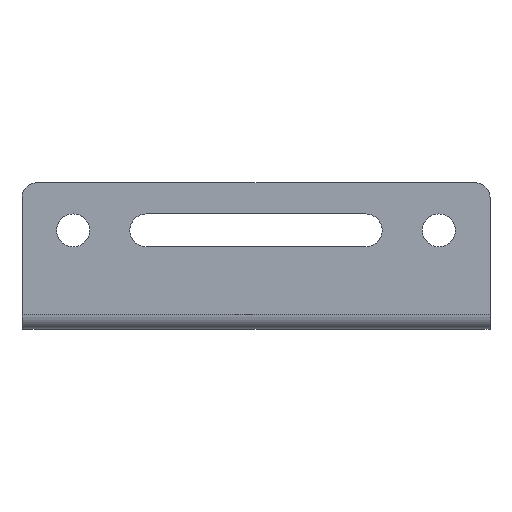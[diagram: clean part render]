
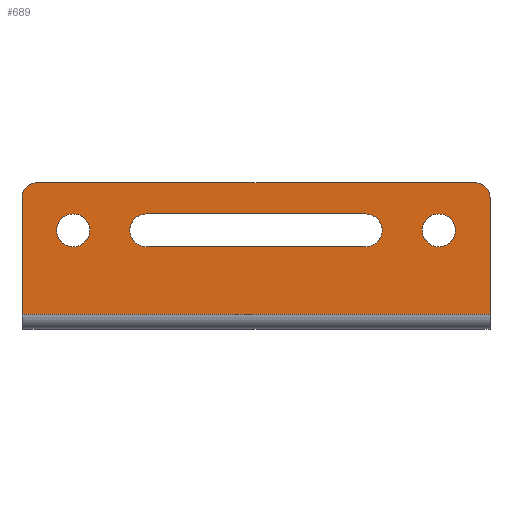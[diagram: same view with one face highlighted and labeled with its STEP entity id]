
A CAD part, front view. The second image highlights one B-rep face of the part: STEP entity #689.
In plain terms, the highlighted planar face has unit normal (0, -1, 0).
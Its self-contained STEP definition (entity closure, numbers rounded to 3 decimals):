
#157=DIRECTION('',(1.,0.,0.));
#158=VECTOR('',#157,64.);
#159=CARTESIAN_POINT('',(0.,0.,2.));
#160=LINE('',#159,#158);
#175=CARTESIAN_POINT('',(7.,0.,13.5));
#176=DIRECTION('',(0.,1.,0.));
#177=DIRECTION('',(-1.,0.,0.));
#178=AXIS2_PLACEMENT_3D('',#175,#176,#177);
#180=CARTESIAN_POINT('',(7.,0.,13.5));
#181=DIRECTION('',(0.,1.,0.));
#182=DIRECTION('',(1.,0.,0.));
#183=AXIS2_PLACEMENT_3D('',#180,#181,#182);
#185=CARTESIAN_POINT('',(57.,0.,13.5));
#186=DIRECTION('',(0.,1.,0.));
#187=DIRECTION('',(-1.,0.,0.));
#188=AXIS2_PLACEMENT_3D('',#185,#186,#187);
#190=CARTESIAN_POINT('',(57.,0.,13.5));
#191=DIRECTION('',(0.,1.,0.));
#192=DIRECTION('',(1.,0.,0.));
#193=AXIS2_PLACEMENT_3D('',#190,#191,#192);
#195=DIRECTION('',(1.,0.,0.));
#196=VECTOR('',#195,30.);
#197=CARTESIAN_POINT('',(17.,0.,11.25));
#198=LINE('',#197,#196);
#199=CARTESIAN_POINT('',(47.,0.,13.5));
#200=DIRECTION('',(0.,1.,0.));
#201=DIRECTION('',(0.,0.,1.));
#202=AXIS2_PLACEMENT_3D('',#199,#200,#201);
#204=DIRECTION('',(-1.,0.,0.));
#205=VECTOR('',#204,30.);
#206=CARTESIAN_POINT('',(47.,0.,15.75));
#207=LINE('',#206,#205);
#208=CARTESIAN_POINT('',(17.,0.,13.5));
#209=DIRECTION('',(0.,1.,0.));
#210=DIRECTION('',(0.,0.,-1.));
#211=AXIS2_PLACEMENT_3D('',#208,#209,#210);
#213=CARTESIAN_POINT('',(62.,0.,18.));
#214=DIRECTION('',(0.,-1.,0.));
#215=DIRECTION('',(1.,0.,0.));
#216=AXIS2_PLACEMENT_3D('',#213,#214,#215);
#218=DIRECTION('',(0.,0.,1.));
#219=VECTOR('',#218,16.);
#220=CARTESIAN_POINT('',(64.,0.,2.));
#221=LINE('',#220,#219);
#222=DIRECTION('',(0.,0.,-1.));
#223=VECTOR('',#222,16.);
#224=CARTESIAN_POINT('',(0.,0.,18.));
#225=LINE('',#224,#223);
#226=CARTESIAN_POINT('',(2.,0.,18.));
#227=DIRECTION('',(0.,-1.,0.));
#228=DIRECTION('',(0.,0.,1.));
#229=AXIS2_PLACEMENT_3D('',#226,#227,#228);
#231=DIRECTION('',(-1.,0.,0.));
#232=VECTOR('',#231,60.);
#233=CARTESIAN_POINT('',(62.,0.,20.));
#234=LINE('',#233,#232);
#381=CARTESIAN_POINT('',(0.,0.,2.));
#382=CARTESIAN_POINT('',(64.,0.,2.));
#383=VERTEX_POINT('',#381);
#384=VERTEX_POINT('',#382);
#413=CARTESIAN_POINT('',(4.75,0.,13.5));
#414=CARTESIAN_POINT('',(9.25,0.,13.5));
#415=VERTEX_POINT('',#413);
#416=VERTEX_POINT('',#414);
#417=CARTESIAN_POINT('',(54.75,0.,13.5));
#418=CARTESIAN_POINT('',(59.25,0.,13.5));
#419=VERTEX_POINT('',#417);
#420=VERTEX_POINT('',#418);
#429=CARTESIAN_POINT('',(17.,0.,11.25));
#430=CARTESIAN_POINT('',(47.,0.,11.25));
#431=VERTEX_POINT('',#429);
#432=VERTEX_POINT('',#430);
#433=CARTESIAN_POINT('',(47.,0.,15.75));
#434=VERTEX_POINT('',#433);
#435=CARTESIAN_POINT('',(17.,0.,15.75));
#436=VERTEX_POINT('',#435);
#445=CARTESIAN_POINT('',(64.,0.,18.));
#446=CARTESIAN_POINT('',(62.,0.,20.));
#447=VERTEX_POINT('',#445);
#448=VERTEX_POINT('',#446);
#469=CARTESIAN_POINT('',(2.,0.,20.));
#470=CARTESIAN_POINT('',(0.,0.,18.));
#471=VERTEX_POINT('',#469);
#472=VERTEX_POINT('',#470);
#649=CARTESIAN_POINT('',(64.,0.,0.));
#650=DIRECTION('',(0.,-1.,0.));
#651=DIRECTION('',(1.,0.,0.));
#652=AXIS2_PLACEMENT_3D('',#649,#650,#651);
#653=PLANE('',#652);
#655=ORIENTED_EDGE('',*,*,#654,.F.);
#657=ORIENTED_EDGE('',*,*,#656,.F.);
#658=ORIENTED_EDGE('',*,*,#640,.F.);
#660=ORIENTED_EDGE('',*,*,#659,.F.);
#662=ORIENTED_EDGE('',*,*,#661,.F.);
#664=ORIENTED_EDGE('',*,*,#663,.F.);
#665=EDGE_LOOP('',(#655,#657,#658,#660,#662,#664));
#666=FACE_OUTER_BOUND('',#665,.F.);
#668=ORIENTED_EDGE('',*,*,#667,.F.);
#670=ORIENTED_EDGE('',*,*,#669,.F.);
#671=EDGE_LOOP('',(#668,#670));
#672=FACE_BOUND('',#671,.F.);
#674=ORIENTED_EDGE('',*,*,#673,.T.);
#676=ORIENTED_EDGE('',*,*,#675,.F.);
#678=ORIENTED_EDGE('',*,*,#677,.T.);
#680=ORIENTED_EDGE('',*,*,#679,.F.);
#681=EDGE_LOOP('',(#674,#676,#678,#680));
#682=FACE_BOUND('',#681,.F.);
#684=ORIENTED_EDGE('',*,*,#683,.F.);
#686=ORIENTED_EDGE('',*,*,#685,.F.);
#687=EDGE_LOOP('',(#684,#686));
#688=FACE_BOUND('',#687,.F.);
#179=CIRCLE('',#178,2.25);
#184=CIRCLE('',#183,2.25);
#189=CIRCLE('',#188,2.25);
#194=CIRCLE('',#193,2.25);
#203=CIRCLE('',#202,2.25);
#212=CIRCLE('',#211,2.25);
#217=CIRCLE('',#216,2.);
#230=CIRCLE('',#229,2.);
#640=EDGE_CURVE('',#383,#384,#160,.T.);
#654=EDGE_CURVE('',#447,#448,#217,.T.);
#656=EDGE_CURVE('',#384,#447,#221,.T.);
#659=EDGE_CURVE('',#472,#383,#225,.T.);
#661=EDGE_CURVE('',#471,#472,#230,.T.);
#663=EDGE_CURVE('',#448,#471,#234,.T.);
#667=EDGE_CURVE('',#419,#420,#189,.T.);
#669=EDGE_CURVE('',#420,#419,#194,.T.);
#673=EDGE_CURVE('',#431,#432,#198,.T.);
#675=EDGE_CURVE('',#434,#432,#203,.T.);
#677=EDGE_CURVE('',#434,#436,#207,.T.);
#679=EDGE_CURVE('',#431,#436,#212,.T.);
#683=EDGE_CURVE('',#415,#416,#179,.T.);
#685=EDGE_CURVE('',#416,#415,#184,.T.);
#689=ADVANCED_FACE('',(#666,#672,#682,#688),#653,.T.);
